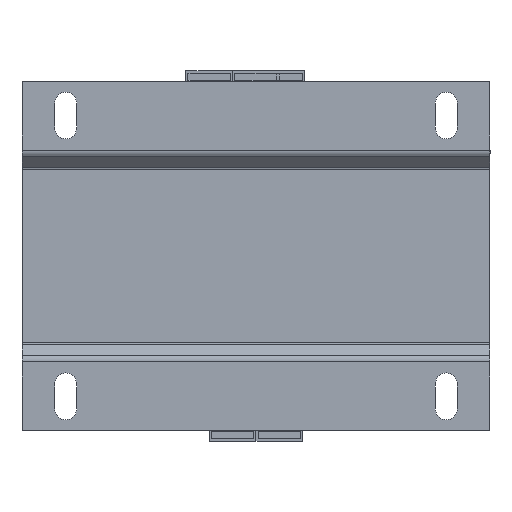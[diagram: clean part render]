
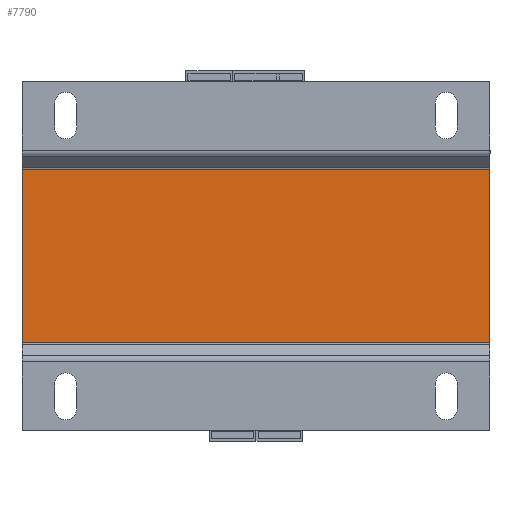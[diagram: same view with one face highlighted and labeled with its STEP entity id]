
A CAD part, front view. The second image highlights one B-rep face of the part: STEP entity #7790.
In plain terms, the highlighted planar face has unit normal (0, -1, 0).
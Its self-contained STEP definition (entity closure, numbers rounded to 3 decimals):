
#38 = FACE_OUTER_BOUND ( 'NONE', #11999, .T. ) ;
#303 = CARTESIAN_POINT ( 'NONE',  ( 75., -64.5, -27.757 ) ) ;
#377 = CARTESIAN_POINT ( 'NONE',  ( 0., -64.5, -27.757 ) ) ;
#1220 = DIRECTION ( 'NONE',  ( 1., 0., 0. ) ) ;
#1246 = VERTEX_POINT ( 'NONE', #6373 ) ;
#1281 = ORIENTED_EDGE ( 'NONE', *, *, #12789, .F. ) ;
#1600 = LINE ( 'NONE', #11212, #7139 ) ;
#1940 = ORIENTED_EDGE ( 'NONE', *, *, #5236, .T. ) ;
#2125 = PLANE ( 'NONE',  #13056 ) ;
#2207 = DIRECTION ( 'NONE',  ( 0., 1., 0. ) ) ;
#4617 = VERTEX_POINT ( 'NONE', #10956 ) ;
#4813 = LINE ( 'NONE', #12141, #6462 ) ;
#4876 = EDGE_CURVE ( 'NONE', #1246, #8915, #4813, .T. ) ;
#5043 = CARTESIAN_POINT ( 'NONE',  ( -75., -64.5, -56. ) ) ;
#5106 = DIRECTION ( 'NONE',  ( 1., 0., 0. ) ) ;
#5122 = CARTESIAN_POINT ( 'NONE',  ( 0., -64.5, 0. ) ) ;
#5236 = EDGE_CURVE ( 'NONE', #13109, #8915, #6297, .T. ) ;
#5921 = DIRECTION ( 'NONE',  ( 0., 0., -1. ) ) ;
#6297 = LINE ( 'NONE', #377, #8238 ) ;
#6373 = CARTESIAN_POINT ( 'NONE',  ( 75., -64.5, 27.757 ) ) ;
#6462 = VECTOR ( 'NONE', #5921, 1000. ) ;
#7139 = VECTOR ( 'NONE', #5106, 1000. ) ;
#7790 = ADVANCED_FACE ( 'NONE', ( #38 ), #2125, .F. ) ;
#7898 = VECTOR ( 'NONE', #10403, 1000. ) ;
#8238 = VECTOR ( 'NONE', #1220, 1000. ) ;
#8418 = DIRECTION ( 'NONE',  ( -1., 0., 0. ) ) ;
#8915 = VERTEX_POINT ( 'NONE', #303 ) ;
#9008 = ORIENTED_EDGE ( 'NONE', *, *, #4876, .F. ) ;
#10403 = DIRECTION ( 'NONE',  ( 0., 0., 1. ) ) ;
#10956 = CARTESIAN_POINT ( 'NONE',  ( -75., -64.5, 27.757 ) ) ;
#10991 = LINE ( 'NONE', #5043, #7898 ) ;
#11212 = CARTESIAN_POINT ( 'NONE',  ( 0., -64.5, 27.757 ) ) ;
#11333 = ORIENTED_EDGE ( 'NONE', *, *, #11644, .F. ) ;
#11644 = EDGE_CURVE ( 'NONE', #4617, #1246, #1600, .T. ) ;
#11999 = EDGE_LOOP ( 'NONE', ( #11333, #1281, #1940, #9008 ) ) ;
#12141 = CARTESIAN_POINT ( 'NONE',  ( 75., -64.5, -56. ) ) ;
#12789 = EDGE_CURVE ( 'NONE', #13109, #4617, #10991, .T. ) ;
#13056 = AXIS2_PLACEMENT_3D ( 'NONE', #5122, #2207, #8418 ) ;
#13103 = CARTESIAN_POINT ( 'NONE',  ( -75., -64.5, -27.757 ) ) ;
#13109 = VERTEX_POINT ( 'NONE', #13103 ) ;
